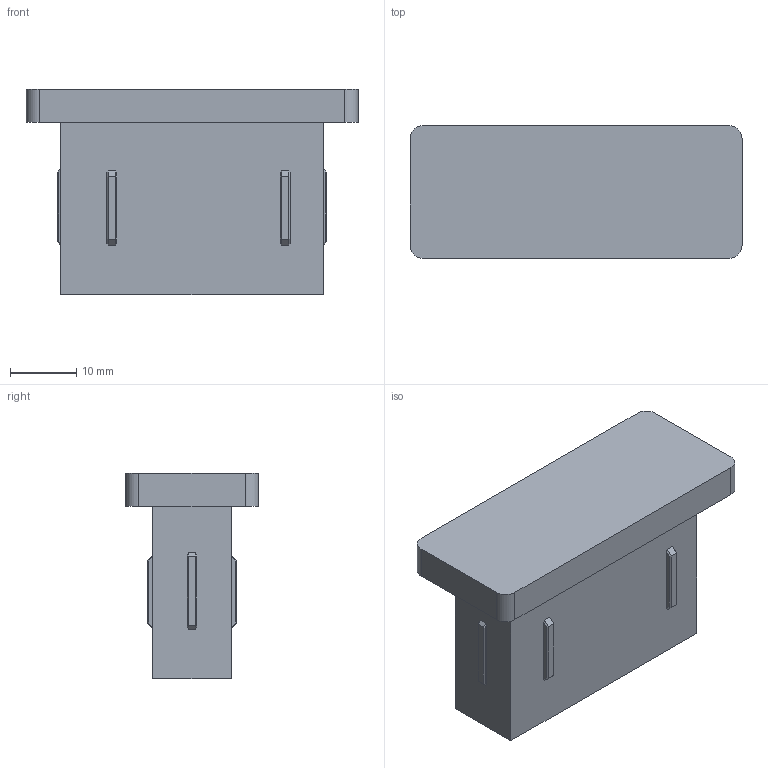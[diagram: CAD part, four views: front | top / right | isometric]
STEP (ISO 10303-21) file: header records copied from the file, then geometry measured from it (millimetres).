
FILE_DESCRIPTION(('STEP AP214'),'1');
FILE_NAME('1824_Cosch_Edelstahltechnik.stp','2018-09-24T20:05:31',(' '),(' '),'Spatial InterOp 3D',' ',' ');
FILE_SCHEMA(('AUTOMOTIVE_DESIGN { 1 0 10303 214 1 1 1 1 }'));
Length unit declared in the file: millimetre
Products named in the file (1): 1537817304
Bounding box: 50 x 20 x 31 mm (x, y, z)
Volume: 8531.6 mm3; surface area: 7522 mm2
Topology: 1 solids, 1 shells, 87 faces, 210 edges, 132 vertices
Faces by surface type: plane 83, cylinder 4
Entity records: 3173 total; most frequent: CARTESIAN_POINT 430, ORIENTED_EDGE 420, DIRECTION 394, EDGE_CURVE 210, LINE 202, VECTOR 202, VERTEX_POINT 132, AXIS2_PLACEMENT_3D 96
